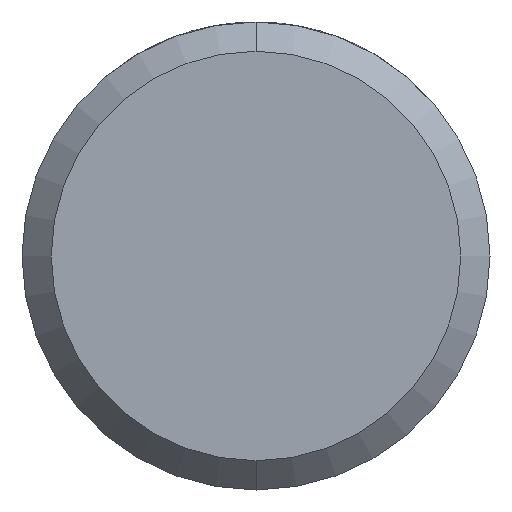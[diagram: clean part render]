
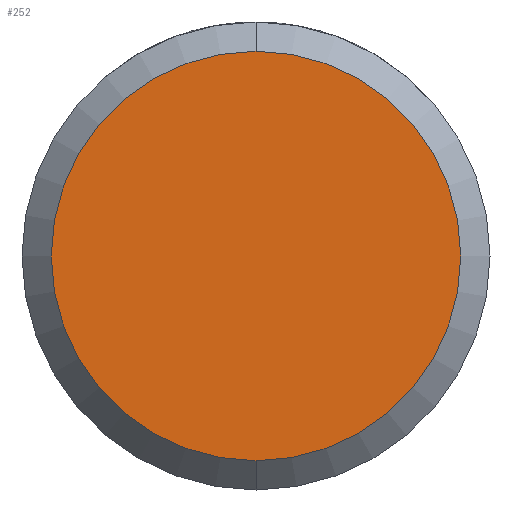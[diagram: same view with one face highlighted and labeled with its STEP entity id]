
A CAD part, front view. The second image highlights one B-rep face of the part: STEP entity #252.
In plain terms, the highlighted planar face has unit normal (0, -1, 0).
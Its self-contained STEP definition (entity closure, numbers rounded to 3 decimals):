
#55 = EDGE_LOOP ( 'NONE', ( #444, #682 ) ) ;
#82 = FACE_OUTER_BOUND ( 'NONE', #55, .T. ) ;
#138 = DIRECTION ( 'NONE',  ( 0., 0., -1. ) ) ;
#207 = EDGE_CURVE ( 'NONE', #338, #273, #675, .T. ) ;
#222 = DIRECTION ( 'NONE',  ( 0., -1., 0. ) ) ;
#227 = CIRCLE ( 'NONE', #681, 7. ) ;
#252 = ADVANCED_FACE ( 'NONE', ( #82 ), #428, .F. ) ;
#257 = DIRECTION ( 'NONE',  ( 0., -1., 0. ) ) ;
#273 = VERTEX_POINT ( 'NONE', #659 ) ;
#286 = AXIS2_PLACEMENT_3D ( 'NONE', #361, #609, #595 ) ;
#338 = VERTEX_POINT ( 'NONE', #508 ) ;
#339 = AXIS2_PLACEMENT_3D ( 'NONE', #699, #257, #138 ) ;
#361 = CARTESIAN_POINT ( 'NONE',  ( 0., 0., 0. ) ) ;
#428 = PLANE ( 'NONE',  #286 ) ;
#444 = ORIENTED_EDGE ( 'NONE', *, *, #207, .T. ) ;
#508 = CARTESIAN_POINT ( 'NONE',  ( 0., 0., 7. ) ) ;
#549 = CARTESIAN_POINT ( 'NONE',  ( 0., 0., 0. ) ) ;
#595 = DIRECTION ( 'NONE',  ( 0., 0., 1. ) ) ;
#605 = DIRECTION ( 'NONE',  ( 0., 0., -1. ) ) ;
#609 = DIRECTION ( 'NONE',  ( 0., 1., 0. ) ) ;
#610 = EDGE_CURVE ( 'NONE', #273, #338, #227, .T. ) ;
#659 = CARTESIAN_POINT ( 'NONE',  ( 0., 0., -7. ) ) ;
#675 = CIRCLE ( 'NONE', #339, 7. ) ;
#681 = AXIS2_PLACEMENT_3D ( 'NONE', #549, #222, #605 ) ;
#682 = ORIENTED_EDGE ( 'NONE', *, *, #610, .T. ) ;
#699 = CARTESIAN_POINT ( 'NONE',  ( 0., 0., 0. ) ) ;
